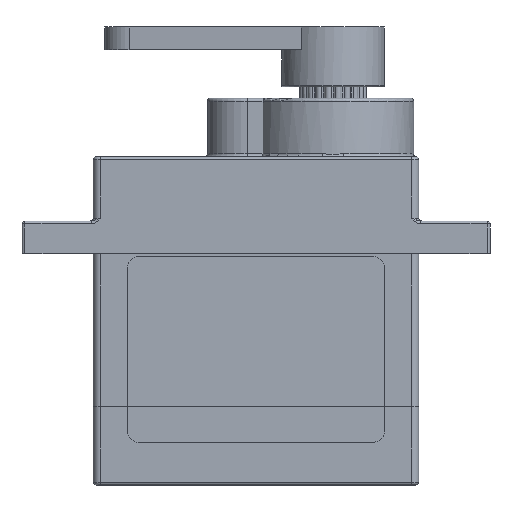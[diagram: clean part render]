
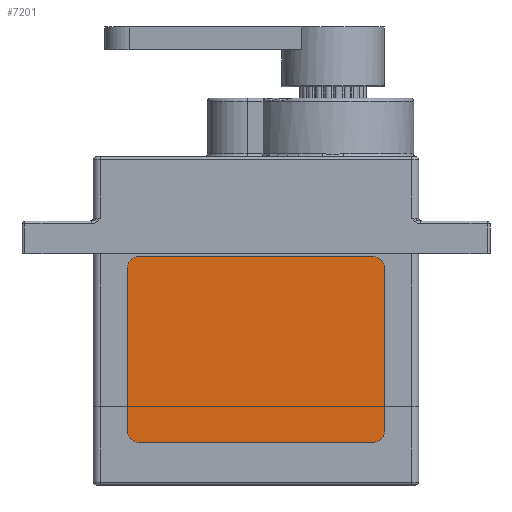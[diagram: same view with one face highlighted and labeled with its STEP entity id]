
A CAD part, front view. The second image highlights one B-rep face of the part: STEP entity #7201.
In plain terms, the highlighted planar face has unit normal (0, 1, 0).
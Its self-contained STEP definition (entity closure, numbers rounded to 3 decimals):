
#7114=CARTESIAN_POINT('Axis2P3D Location',(11.4,-0.02,9.5)) ;
#7120=CARTESIAN_POINT('Control Point',(2.4,-0.02,3.75)) ;
#7121=CARTESIAN_POINT('Control Point',(2.4,-0.02,6.625)) ;
#7122=CARTESIAN_POINT('Control Point',(2.4,-0.02,9.5)) ;
#7123=CARTESIAN_POINT('Control Point',(2.4,-0.02,12.375)) ;
#7124=CARTESIAN_POINT('Control Point',(2.4,-0.02,15.25)) ;
#7125=CARTESIAN_POINT('Vertex',(2.4,-0.02,3.75)) ;
#7127=CARTESIAN_POINT('Vertex',(2.4,-0.02,15.25)) ;
#7131=CARTESIAN_POINT('Control Point',(2.4,-0.02,15.25)) ;
#7132=CARTESIAN_POINT('Control Point',(2.4,-0.02,15.545)) ;
#7133=CARTESIAN_POINT('Control Point',(2.557,-0.02,15.843)) ;
#7134=CARTESIAN_POINT('Control Point',(2.855,-0.02,16.)) ;
#7135=CARTESIAN_POINT('Control Point',(3.15,-0.02,16.)) ;
#7136=CARTESIAN_POINT('Vertex',(3.15,-0.02,16.)) ;
#7140=CARTESIAN_POINT('Control Point',(3.15,-0.02,16.)) ;
#7141=CARTESIAN_POINT('Control Point',(7.275,-0.02,16.)) ;
#7142=CARTESIAN_POINT('Control Point',(11.4,-0.02,16.)) ;
#7143=CARTESIAN_POINT('Control Point',(15.525,-0.02,16.)) ;
#7144=CARTESIAN_POINT('Control Point',(19.65,-0.02,16.)) ;
#7145=CARTESIAN_POINT('Vertex',(19.65,-0.02,16.)) ;
#7149=CARTESIAN_POINT('Control Point',(19.65,-0.02,16.)) ;
#7150=CARTESIAN_POINT('Control Point',(19.945,-0.02,16.)) ;
#7151=CARTESIAN_POINT('Control Point',(20.243,-0.02,15.843)) ;
#7152=CARTESIAN_POINT('Control Point',(20.4,-0.02,15.545)) ;
#7153=CARTESIAN_POINT('Control Point',(20.4,-0.02,15.25)) ;
#7154=CARTESIAN_POINT('Vertex',(20.4,-0.02,15.25)) ;
#7158=CARTESIAN_POINT('Control Point',(20.4,-0.02,15.25)) ;
#7159=CARTESIAN_POINT('Control Point',(20.4,-0.02,12.375)) ;
#7160=CARTESIAN_POINT('Control Point',(20.4,-0.02,9.5)) ;
#7161=CARTESIAN_POINT('Control Point',(20.4,-0.02,6.625)) ;
#7162=CARTESIAN_POINT('Control Point',(20.4,-0.02,3.75)) ;
#7163=CARTESIAN_POINT('Vertex',(20.4,-0.02,3.75)) ;
#7167=CARTESIAN_POINT('Control Point',(20.4,-0.02,3.75)) ;
#7168=CARTESIAN_POINT('Control Point',(20.4,-0.02,3.455)) ;
#7169=CARTESIAN_POINT('Control Point',(20.243,-0.02,3.157)) ;
#7170=CARTESIAN_POINT('Control Point',(19.945,-0.02,3.)) ;
#7171=CARTESIAN_POINT('Control Point',(19.65,-0.02,3.)) ;
#7172=CARTESIAN_POINT('Vertex',(19.65,-0.02,3.)) ;
#7176=CARTESIAN_POINT('Control Point',(19.65,-0.02,3.)) ;
#7177=CARTESIAN_POINT('Control Point',(15.525,-0.02,3.)) ;
#7178=CARTESIAN_POINT('Control Point',(11.4,-0.02,3.)) ;
#7179=CARTESIAN_POINT('Control Point',(7.275,-0.02,3.)) ;
#7180=CARTESIAN_POINT('Control Point',(3.15,-0.02,3.)) ;
#7181=CARTESIAN_POINT('Vertex',(3.15,-0.02,3.)) ;
#7185=CARTESIAN_POINT('Control Point',(3.15,-0.02,3.)) ;
#7186=CARTESIAN_POINT('Control Point',(2.855,-0.02,3.)) ;
#7187=CARTESIAN_POINT('Control Point',(2.557,-0.02,3.157)) ;
#7188=CARTESIAN_POINT('Control Point',(2.4,-0.02,3.455)) ;
#7189=CARTESIAN_POINT('Control Point',(2.4,-0.02,3.75)) ;
#7115=DIRECTION('Axis2P3D Direction',(0.,-1.,0.)) ;
#7116=DIRECTION('Axis2P3D XDirection',(1.,0.,0.)) ;
#7117=AXIS2_PLACEMENT_3D('Plane Axis2P3D',#7114,#7115,#7116) ;
#7192=ORIENTED_EDGE('',*,*,#7129,.T.) ;
#7193=ORIENTED_EDGE('',*,*,#7138,.T.) ;
#7194=ORIENTED_EDGE('',*,*,#7147,.T.) ;
#7195=ORIENTED_EDGE('',*,*,#7156,.T.) ;
#7196=ORIENTED_EDGE('',*,*,#7165,.T.) ;
#7197=ORIENTED_EDGE('',*,*,#7174,.T.) ;
#7198=ORIENTED_EDGE('',*,*,#7183,.T.) ;
#7199=ORIENTED_EDGE('',*,*,#7190,.T.) ;
#7201=ADVANCED_FACE('Fill.2',(#7200),#7118,.F.) ;
#7119=B_SPLINE_CURVE_WITH_KNOTS('',4,(#7120,#7121,#7122,#7123,#7124),.UNSPECIFIED.,.F.,.U.,(5,5),(0.,11.5),.UNSPECIFIED.) ;
#7130=B_SPLINE_CURVE_WITH_KNOTS('',4,(#7131,#7132,#7133,#7134,#7135),.UNSPECIFIED.,.F.,.U.,(5,5),(0.,1.263),.UNSPECIFIED.) ;
#7139=B_SPLINE_CURVE_WITH_KNOTS('',4,(#7140,#7141,#7142,#7143,#7144),.UNSPECIFIED.,.F.,.U.,(5,5),(0.,16.5),.UNSPECIFIED.) ;
#7148=B_SPLINE_CURVE_WITH_KNOTS('',4,(#7149,#7150,#7151,#7152,#7153),.UNSPECIFIED.,.F.,.U.,(5,5),(0.,1.263),.UNSPECIFIED.) ;
#7157=B_SPLINE_CURVE_WITH_KNOTS('',4,(#7158,#7159,#7160,#7161,#7162),.UNSPECIFIED.,.F.,.U.,(5,5),(0.,11.5),.UNSPECIFIED.) ;
#7166=B_SPLINE_CURVE_WITH_KNOTS('',4,(#7167,#7168,#7169,#7170,#7171),.UNSPECIFIED.,.F.,.U.,(5,5),(0.,1.263),.UNSPECIFIED.) ;
#7175=B_SPLINE_CURVE_WITH_KNOTS('',4,(#7176,#7177,#7178,#7179,#7180),.UNSPECIFIED.,.F.,.U.,(5,5),(0.,16.5),.UNSPECIFIED.) ;
#7184=B_SPLINE_CURVE_WITH_KNOTS('',4,(#7185,#7186,#7187,#7188,#7189),.UNSPECIFIED.,.F.,.U.,(5,5),(0.,1.263),.UNSPECIFIED.) ;
#7129=EDGE_CURVE('',#7126,#7128,#7119,.T.) ;
#7138=EDGE_CURVE('',#7128,#7137,#7130,.T.) ;
#7147=EDGE_CURVE('',#7137,#7146,#7139,.T.) ;
#7156=EDGE_CURVE('',#7146,#7155,#7148,.T.) ;
#7165=EDGE_CURVE('',#7155,#7164,#7157,.T.) ;
#7174=EDGE_CURVE('',#7164,#7173,#7166,.T.) ;
#7183=EDGE_CURVE('',#7173,#7182,#7175,.T.) ;
#7190=EDGE_CURVE('',#7182,#7126,#7184,.T.) ;
#7191=EDGE_LOOP('',(#7192,#7193,#7194,#7195,#7196,#7197,#7198,#7199)) ;
#7200=FACE_OUTER_BOUND('',#7191,.T.) ;
#7118=PLANE('Plane',#7117) ;
#7126=VERTEX_POINT('',#7125) ;
#7128=VERTEX_POINT('',#7127) ;
#7137=VERTEX_POINT('',#7136) ;
#7146=VERTEX_POINT('',#7145) ;
#7155=VERTEX_POINT('',#7154) ;
#7164=VERTEX_POINT('',#7163) ;
#7173=VERTEX_POINT('',#7172) ;
#7182=VERTEX_POINT('',#7181) ;
